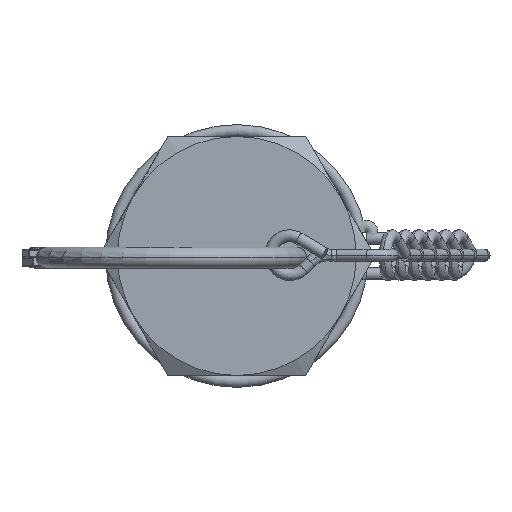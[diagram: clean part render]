
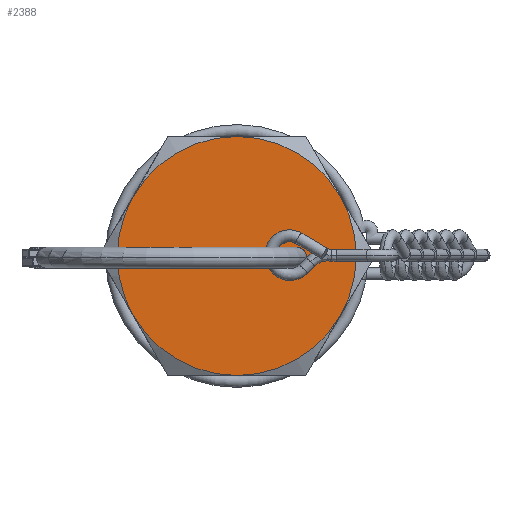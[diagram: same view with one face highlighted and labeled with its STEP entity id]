
A CAD part, left-side view. The second image highlights one B-rep face of the part: STEP entity #2388.
In plain terms, the highlighted planar face has unit normal (-1, 0, 0).
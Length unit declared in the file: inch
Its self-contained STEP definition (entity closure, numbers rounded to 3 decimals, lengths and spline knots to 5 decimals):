
#64 = DIRECTION ( 'NONE',  ( 0., 0., 1. ) ) ;
#1001 = FACE_OUTER_BOUND ( 'NONE', #5625, .T. ) ;
#1305 = EDGE_CURVE ( 'NONE', #6277, #13309, #14497, .T. ) ;
#1348 = CIRCLE ( 'NONE', #12272, 0.625 ) ;
#1537 = CARTESIAN_POINT ( 'NONE',  ( 0., 0., -0.625 ) ) ;
#1657 = VERTEX_POINT ( 'NONE', #1537 ) ;
#1733 = CARTESIAN_POINT ( 'NONE',  ( 0., 0.54127, 0.3125 ) ) ;
#2026 = AXIS2_PLACEMENT_3D ( 'NONE', #12111, #4898, #13352 ) ;
#2388 = ADVANCED_FACE ( 'NONE', ( #1001 ), #9785, .F. ) ;
#2577 = DIRECTION ( 'NONE',  ( -1., 0., 0. ) ) ;
#3136 = EDGE_CURVE ( 'NONE', #13309, #10644, #13097, .T. ) ;
#3887 = DIRECTION ( 'NONE',  ( -1., 0., 0. ) ) ;
#4069 = CARTESIAN_POINT ( 'NONE',  ( 0., 0., 0.625 ) ) ;
#4311 = CARTESIAN_POINT ( 'NONE',  ( 0., -0.54127, -0.3125 ) ) ;
#4898 = DIRECTION ( 'NONE',  ( -1., 0., 0. ) ) ;
#5625 = EDGE_LOOP ( 'NONE', ( #10677, #14945, #11557, #13719, #6582, #12375 ) ) ;
#5926 = CARTESIAN_POINT ( 'NONE',  ( 0., -0.54127, 0.3125 ) ) ;
#6046 = CIRCLE ( 'NONE', #15122, 0.625 ) ;
#6277 = VERTEX_POINT ( 'NONE', #4069 ) ;
#6582 = ORIENTED_EDGE ( 'NONE', *, *, #8247, .T. ) ;
#7360 = CARTESIAN_POINT ( 'NONE',  ( 0., 0., 0. ) ) ;
#7452 = DIRECTION ( 'NONE',  ( 0., 0., 1. ) ) ;
#8247 = EDGE_CURVE ( 'NONE', #14446, #13523, #15498, .T. ) ;
#9118 = DIRECTION ( 'NONE',  ( 0., 0., 1. ) ) ;
#9785 = PLANE ( 'NONE',  #14889 ) ;
#10286 = DIRECTION ( 'NONE',  ( 0., 0., 1. ) ) ;
#10644 = VERTEX_POINT ( 'NONE', #11298 ) ;
#10677 = ORIENTED_EDGE ( 'NONE', *, *, #1305, .T. ) ;
#10732 = EDGE_CURVE ( 'NONE', #1657, #14446, #6046, .T. ) ;
#11298 = CARTESIAN_POINT ( 'NONE',  ( 0., 0.54127, -0.3125 ) ) ;
#11444 = DIRECTION ( 'NONE',  ( -1., 0., 0. ) ) ;
#11493 = CARTESIAN_POINT ( 'NONE',  ( 0., 0., 0. ) ) ;
#11557 = ORIENTED_EDGE ( 'NONE', *, *, #13871, .T. ) ;
#11560 = DIRECTION ( 'NONE',  ( -1., 0., 0. ) ) ;
#11734 = EDGE_CURVE ( 'NONE', #13523, #6277, #1348, .T. ) ;
#12049 = DIRECTION ( 'NONE',  ( 0., 0., -1. ) ) ;
#12104 = DIRECTION ( 'NONE',  ( 1., 0., 0. ) ) ;
#12111 = CARTESIAN_POINT ( 'NONE',  ( 0., 0., 0. ) ) ;
#12261 = CARTESIAN_POINT ( 'NONE',  ( 0., 0., 0. ) ) ;
#12272 = AXIS2_PLACEMENT_3D ( 'NONE', #12261, #2577, #64 ) ;
#12375 = ORIENTED_EDGE ( 'NONE', *, *, #11734, .T. ) ;
#12394 = AXIS2_PLACEMENT_3D ( 'NONE', #15284, #12681, #15128 ) ;
#12676 = AXIS2_PLACEMENT_3D ( 'NONE', #11493, #11444, #9118 ) ;
#12681 = DIRECTION ( 'NONE',  ( -1., 0., 0. ) ) ;
#12822 = CARTESIAN_POINT ( 'NONE',  ( 0., 0., 0. ) ) ;
#13097 = CIRCLE ( 'NONE', #2026, 0.625 ) ;
#13309 = VERTEX_POINT ( 'NONE', #1733 ) ;
#13352 = DIRECTION ( 'NONE',  ( 0., 0., 1. ) ) ;
#13523 = VERTEX_POINT ( 'NONE', #5926 ) ;
#13570 = AXIS2_PLACEMENT_3D ( 'NONE', #14490, #3887, #7452 ) ;
#13719 = ORIENTED_EDGE ( 'NONE', *, *, #10732, .T. ) ;
#13871 = EDGE_CURVE ( 'NONE', #10644, #1657, #14958, .T. ) ;
#14446 = VERTEX_POINT ( 'NONE', #4311 ) ;
#14490 = CARTESIAN_POINT ( 'NONE',  ( 0., 0., 0. ) ) ;
#14497 = CIRCLE ( 'NONE', #13570, 0.625 ) ;
#14889 = AXIS2_PLACEMENT_3D ( 'NONE', #7360, #12104, #12049 ) ;
#14945 = ORIENTED_EDGE ( 'NONE', *, *, #3136, .T. ) ;
#14958 = CIRCLE ( 'NONE', #12394, 0.625 ) ;
#15122 = AXIS2_PLACEMENT_3D ( 'NONE', #12822, #11560, #10286 ) ;
#15128 = DIRECTION ( 'NONE',  ( 0., 0., 1. ) ) ;
#15284 = CARTESIAN_POINT ( 'NONE',  ( 0., 0., 0. ) ) ;
#15498 = CIRCLE ( 'NONE', #12676, 0.625 ) ;
